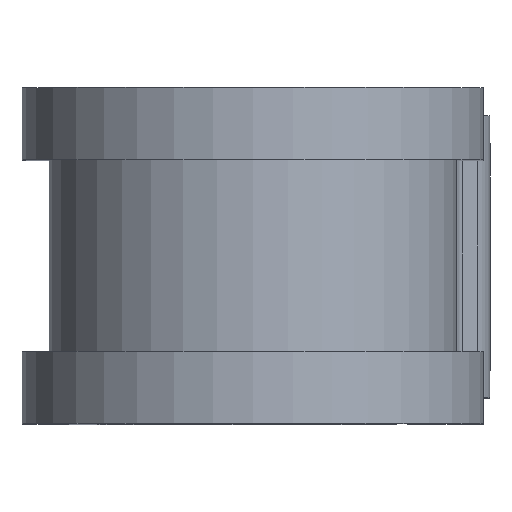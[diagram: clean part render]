
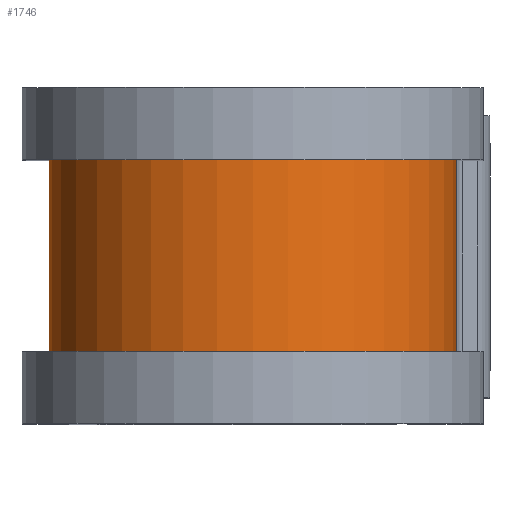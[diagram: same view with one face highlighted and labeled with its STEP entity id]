
A CAD part, top view. The second image highlights one B-rep face of the part: STEP entity #1746.
In plain terms, the highlighted cylindrical face has radius 11.468 mm (diameter 22.936 mm), a partial arc.
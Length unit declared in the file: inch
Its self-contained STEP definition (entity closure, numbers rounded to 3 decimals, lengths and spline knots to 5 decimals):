
#29 = VECTOR ( 'NONE', #52, 39.37008 ) ;
#52 = DIRECTION ( 'NONE',  ( 0., -1., 0. ) ) ;
#70 = DIRECTION ( 'NONE',  ( 0., 0., -1. ) ) ;
#93 = VERTEX_POINT ( 'NONE', #1832 ) ;
#226 = CARTESIAN_POINT ( 'NONE',  ( -0.4515, 0.3125, 0.687 ) ) ;
#320 = CARTESIAN_POINT ( 'NONE',  ( 0., 0.3125, 0.687 ) ) ;
#382 = ORIENTED_EDGE ( 'NONE', *, *, #552, .F. ) ;
#474 = EDGE_CURVE ( 'NONE', #93, #1263, #507, .T. ) ;
#505 = DIRECTION ( 'NONE',  ( 0., -1., 0. ) ) ;
#507 = LINE ( 'NONE', #226, #29 ) ;
#519 = ORIENTED_EDGE ( 'NONE', *, *, #474, .T. ) ;
#550 = CARTESIAN_POINT ( 'NONE',  ( 0.4515, -0.2125, 0.687 ) ) ;
#552 = EDGE_CURVE ( 'NONE', #1144, #1263, #1325, .T. ) ;
#794 = DIRECTION ( 'NONE',  ( 0., -1., 0. ) ) ;
#1069 = CARTESIAN_POINT ( 'NONE',  ( 0., 0.2125, 0.687 ) ) ;
#1144 = VERTEX_POINT ( 'NONE', #550 ) ;
#1152 = DIRECTION ( 'NONE',  ( 0., -1., 0. ) ) ;
#1217 = DIRECTION ( 'NONE',  ( 0., 0., -1. ) ) ;
#1233 = DIRECTION ( 'NONE',  ( 0., 0., -1. ) ) ;
#1263 = VERTEX_POINT ( 'NONE', #1624 ) ;
#1298 = CIRCLE ( 'NONE', #1689, 0.4515 ) ;
#1300 = EDGE_CURVE ( 'NONE', #2051, #1144, #1573, .T. ) ;
#1325 = CIRCLE ( 'NONE', #1913, 0.4515 ) ;
#1340 = CYLINDRICAL_SURFACE ( 'NONE', #1492, 0.4515 ) ;
#1430 = ORIENTED_EDGE ( 'NONE', *, *, #1300, .F. ) ;
#1468 = EDGE_LOOP ( 'NONE', ( #1430, #1630, #519, #382 ) ) ;
#1492 = AXIS2_PLACEMENT_3D ( 'NONE', #320, #505, #1217 ) ;
#1525 = CARTESIAN_POINT ( 'NONE',  ( 0.4515, 0.2125, 0.687 ) ) ;
#1573 = LINE ( 'NONE', #1897, #1742 ) ;
#1624 = CARTESIAN_POINT ( 'NONE',  ( -0.4515, -0.2125, 0.687 ) ) ;
#1630 = ORIENTED_EDGE ( 'NONE', *, *, #1817, .T. ) ;
#1689 = AXIS2_PLACEMENT_3D ( 'NONE', #1069, #2125, #1233 ) ;
#1742 = VECTOR ( 'NONE', #794, 39.37008 ) ;
#1746 = ADVANCED_FACE ( 'NONE', ( #2129 ), #1340, .T. ) ;
#1817 = EDGE_CURVE ( 'NONE', #2051, #93, #1298, .T. ) ;
#1832 = CARTESIAN_POINT ( 'NONE',  ( -0.4515, 0.2125, 0.687 ) ) ;
#1897 = CARTESIAN_POINT ( 'NONE',  ( 0.4515, 0.3125, 0.687 ) ) ;
#1913 = AXIS2_PLACEMENT_3D ( 'NONE', #2037, #1152, #70 ) ;
#2037 = CARTESIAN_POINT ( 'NONE',  ( 0., -0.2125, 0.687 ) ) ;
#2051 = VERTEX_POINT ( 'NONE', #1525 ) ;
#2125 = DIRECTION ( 'NONE',  ( 0., -1., 0. ) ) ;
#2129 = FACE_OUTER_BOUND ( 'NONE', #1468, .T. ) ;
